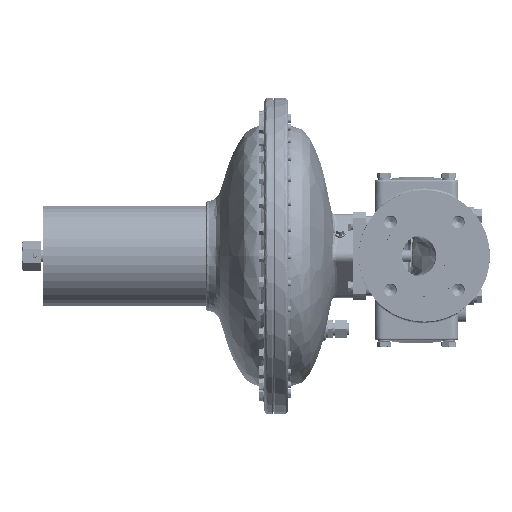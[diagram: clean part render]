
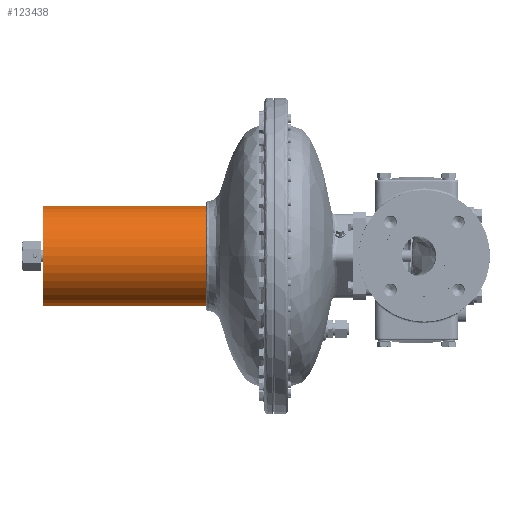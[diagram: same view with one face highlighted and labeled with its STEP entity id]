
A CAD part, left-side view. The second image highlights one B-rep face of the part: STEP entity #123438.
In plain terms, the highlighted cylindrical face has radius 63.5 mm (diameter 127 mm), a partial arc.
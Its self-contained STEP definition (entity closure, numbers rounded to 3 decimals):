
#3275 = CARTESIAN_POINT ( 'NONE',  ( 121., 264.3, 0. ) ) ;
#4523 = CARTESIAN_POINT ( 'NONE',  ( 121., 264.3, -63.5 ) ) ;
#6476 = VECTOR ( 'NONE', #71754, 1000. ) ;
#13609 = DIRECTION ( 'NONE',  ( 0., -1., 0. ) ) ;
#15163 = DIRECTION ( 'NONE',  ( 0., 0., -1. ) ) ;
#15549 = CARTESIAN_POINT ( 'NONE',  ( 121., 469.3, -63.5 ) ) ;
#16286 = VERTEX_POINT ( 'NONE', #4523 ) ;
#24964 = CARTESIAN_POINT ( 'NONE',  ( 121., 469.3, 63.5 ) ) ;
#26841 = EDGE_LOOP ( 'NONE', ( #42329, #44162, #34156, #148359 ) ) ;
#26910 = VERTEX_POINT ( 'NONE', #74022 ) ;
#30529 = CARTESIAN_POINT ( 'NONE',  ( 121., 469.3, 0. ) ) ;
#34156 = ORIENTED_EDGE ( 'NONE', *, *, #79224, .T. ) ;
#34436 = AXIS2_PLACEMENT_3D ( 'NONE', #54339, #136644, #66128 ) ;
#36641 = VERTEX_POINT ( 'NONE', #116948 ) ;
#42329 = ORIENTED_EDGE ( 'NONE', *, *, #58992, .F. ) ;
#44162 = ORIENTED_EDGE ( 'NONE', *, *, #85356, .T. ) ;
#47158 = VERTEX_POINT ( 'NONE', #15549 ) ;
#53075 = CYLINDRICAL_SURFACE ( 'NONE', #103126, 63.5 ) ;
#54339 = CARTESIAN_POINT ( 'NONE',  ( 121., 469.3, 0. ) ) ;
#56441 = EDGE_CURVE ( 'NONE', #16286, #36641, #104778, .T. ) ;
#58992 = EDGE_CURVE ( 'NONE', #26910, #36641, #78948, .T. ) ;
#66128 = DIRECTION ( 'NONE',  ( 0., 0., -1. ) ) ;
#66248 = DIRECTION ( 'NONE',  ( 0., -1., 0. ) ) ;
#71754 = DIRECTION ( 'NONE',  ( 0., -1., 0. ) ) ;
#74022 = CARTESIAN_POINT ( 'NONE',  ( 121., 469.3, 63.5 ) ) ;
#78948 = LINE ( 'NONE', #24964, #106584 ) ;
#79224 = EDGE_CURVE ( 'NONE', #47158, #16286, #128323, .T. ) ;
#85356 = EDGE_CURVE ( 'NONE', #26910, #47158, #118496, .T. ) ;
#86005 = DIRECTION ( 'NONE',  ( 0., 1., 0. ) ) ;
#100962 = AXIS2_PLACEMENT_3D ( 'NONE', #3275, #86005, #15163 ) ;
#103126 = AXIS2_PLACEMENT_3D ( 'NONE', #30529, #66248, #148499 ) ;
#104778 = CIRCLE ( 'NONE', #100962, 63.5 ) ;
#106584 = VECTOR ( 'NONE', #13609, 1000. ) ;
#115737 = FACE_OUTER_BOUND ( 'NONE', #26841, .T. ) ;
#116948 = CARTESIAN_POINT ( 'NONE',  ( 121., 264.3, 63.5 ) ) ;
#118496 = CIRCLE ( 'NONE', #34436, 63.5 ) ;
#123438 = ADVANCED_FACE ( 'NONE', ( #115737 ), #53075, .T. ) ;
#128323 = LINE ( 'NONE', #140698, #6476 ) ;
#136644 = DIRECTION ( 'NONE',  ( 0., -1., 0. ) ) ;
#140698 = CARTESIAN_POINT ( 'NONE',  ( 121., 469.3, -63.5 ) ) ;
#148359 = ORIENTED_EDGE ( 'NONE', *, *, #56441, .T. ) ;
#148499 = DIRECTION ( 'NONE',  ( 0., 0., -1. ) ) ;
